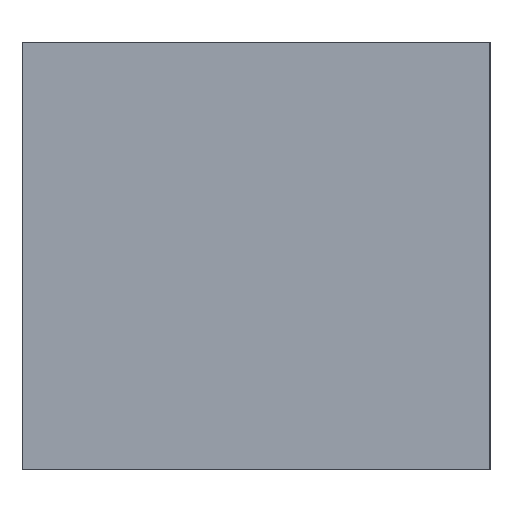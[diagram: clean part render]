
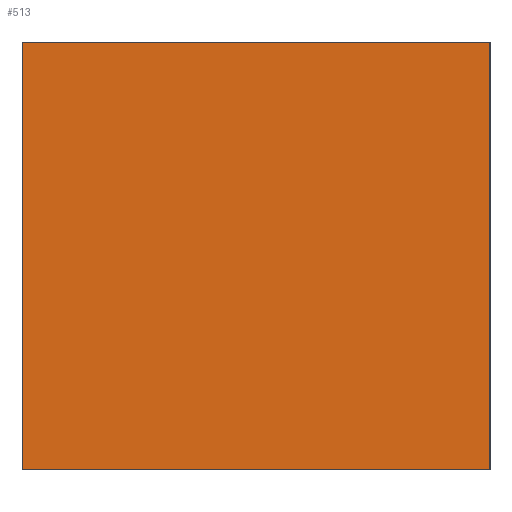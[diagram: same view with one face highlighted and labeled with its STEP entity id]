
A CAD part, left-side view. The second image highlights one B-rep face of the part: STEP entity #513.
In plain terms, the highlighted planar face has unit normal (-1, 0, 0).
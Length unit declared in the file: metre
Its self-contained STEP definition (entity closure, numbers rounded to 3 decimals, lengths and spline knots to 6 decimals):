
#104=FACE_OUTER_BOUND('',#141,.T.);
#141=EDGE_LOOP('',(#449,#450,#451,#452));
#156=LINE('',#746,#193);
#171=LINE('',#800,#208);
#186=LINE('',#870,#223);
#187=LINE('',#871,#224);
#193=VECTOR('',#593,0.01);
#208=VECTOR('',#640,0.01);
#223=VECTOR('',#727,0.01);
#224=VECTOR('',#728,0.01);
#230=VERTEX_POINT('',#744);
#231=VERTEX_POINT('',#745);
#254=VERTEX_POINT('',#799);
#273=VERTEX_POINT('',#869);
#276=EDGE_CURVE('',#230,#231,#156,.T.);
#303=EDGE_CURVE('',#254,#230,#171,.T.);
#338=EDGE_CURVE('',#273,#231,#186,.T.);
#339=EDGE_CURVE('',#273,#254,#187,.T.);
#449=ORIENTED_EDGE('',*,*,#276,.T.);
#450=ORIENTED_EDGE('',*,*,#338,.F.);
#451=ORIENTED_EDGE('',*,*,#339,.T.);
#452=ORIENTED_EDGE('',*,*,#303,.T.);
#488=PLANE('',#584);
#513=ADVANCED_FACE('',(#104),#488,.T.);
#584=AXIS2_PLACEMENT_3D('',#868,#725,#726);
#593=DIRECTION('',(0.,-1.,0.));
#640=DIRECTION('',(0.,0.,-1.));
#725=DIRECTION('center_axis',(-1.,0.,0.));
#726=DIRECTION('ref_axis',(0.,1.,0.));
#727=DIRECTION('',(0.,0.,-1.));
#728=DIRECTION('',(0.,1.,0.));
#744=CARTESIAN_POINT('',(0.027,0.131,0.));
#745=CARTESIAN_POINT('',(0.027,0.004,0.));
#746=CARTESIAN_POINT('',(0.027,0.034595,0.));
#799=CARTESIAN_POINT('',(0.027,0.131,0.116));
#800=CARTESIAN_POINT('',(0.027,0.131,0.116));
#868=CARTESIAN_POINT('Origin',(0.027,0.004,0.116));
#869=CARTESIAN_POINT('',(0.027,0.004,0.116));
#870=CARTESIAN_POINT('',(0.027,0.004,0.116));
#871=CARTESIAN_POINT('',(0.027,0.004,0.116));
